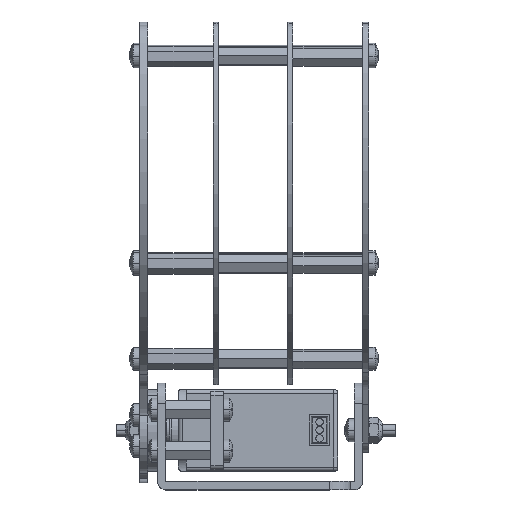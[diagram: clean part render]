
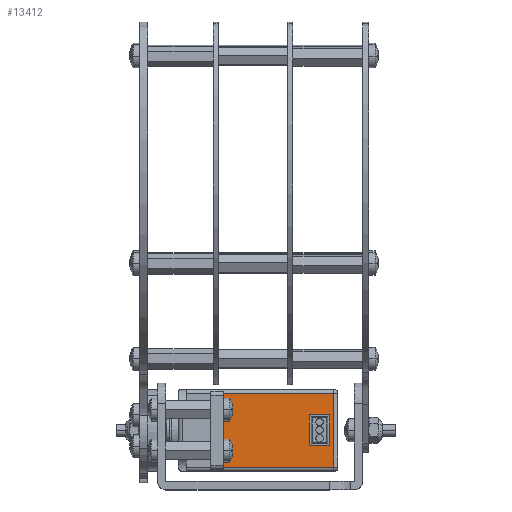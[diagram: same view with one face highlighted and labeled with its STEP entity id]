
A CAD part, top view. The second image highlights one B-rep face of the part: STEP entity #13412.
In plain terms, the highlighted face is planar.
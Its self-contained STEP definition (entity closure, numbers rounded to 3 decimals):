
#5 = ORIENTED_EDGE ( 'NONE', *, *, #1218, .F. ) ;
#62 = VERTEX_POINT ( 'NONE', #13321 ) ;
#230 = CARTESIAN_POINT ( 'NONE',  ( 0., -32., -3.75 ) ) ;
#477 = VECTOR ( 'NONE', #18660, 1000. ) ;
#733 = AXIS2_PLACEMENT_3D ( 'NONE', #8600, #5534, #12265 ) ;
#1034 = VERTEX_POINT ( 'NONE', #230 ) ;
#1218 = EDGE_CURVE ( 'NONE', #12544, #10215, #8474, .T. ) ;
#1536 = CARTESIAN_POINT ( 'NONE',  ( 0., 0., -9. ) ) ;
#2043 = PLANE ( 'NONE',  #733 ) ;
#2257 = CARTESIAN_POINT ( 'NONE',  ( 0., -37., -3.75 ) ) ;
#2305 = VERTEX_POINT ( 'NONE', #7569 ) ;
#3051 = LINE ( 'NONE', #19847, #4863 ) ;
#3248 = DIRECTION ( 'NONE',  ( 0., 1., 0. ) ) ;
#3369 = DIRECTION ( 'NONE',  ( 0., -1., 0. ) ) ;
#3466 = VECTOR ( 'NONE', #19640, 1000. ) ;
#3479 = CARTESIAN_POINT ( 'NONE',  ( 0., -37., 3.75 ) ) ;
#3706 = VECTOR ( 'NONE', #3248, 1000. ) ;
#4052 = VECTOR ( 'NONE', #5388, 1000. ) ;
#4249 = LINE ( 'NONE', #9664, #3466 ) ;
#4671 = DIRECTION ( 'NONE',  ( 0., 0., -1. ) ) ;
#4863 = VECTOR ( 'NONE', #21437, 1000. ) ;
#5062 = EDGE_LOOP ( 'NONE', ( #16399, #5, #11026, #8664 ) ) ;
#5300 = LINE ( 'NONE', #9429, #13923 ) ;
#5388 = DIRECTION ( 'NONE',  ( 0., 0., 1. ) ) ;
#5534 = DIRECTION ( 'NONE',  ( 1., 0., 0. ) ) ;
#5688 = VERTEX_POINT ( 'NONE', #20950 ) ;
#6385 = EDGE_CURVE ( 'NONE', #2305, #8033, #16803, .T. ) ;
#7067 = VERTEX_POINT ( 'NONE', #10619 ) ;
#7244 = EDGE_CURVE ( 'NONE', #7067, #2305, #5300, .T. ) ;
#7569 = CARTESIAN_POINT ( 'NONE',  ( 0., -11., -9. ) ) ;
#8033 = VERTEX_POINT ( 'NONE', #18400 ) ;
#8045 = ORIENTED_EDGE ( 'NONE', *, *, #20644, .T. ) ;
#8474 = LINE ( 'NONE', #2257, #4052 ) ;
#8600 = CARTESIAN_POINT ( 'NONE',  ( 0., 0., 10. ) ) ;
#8664 = ORIENTED_EDGE ( 'NONE', *, *, #15943, .F. ) ;
#9180 = DIRECTION ( 'NONE',  ( 0., 0., 1. ) ) ;
#9429 = CARTESIAN_POINT ( 'NONE',  ( 0., -11., 9.5 ) ) ;
#9515 = VECTOR ( 'NONE', #3369, 1000. ) ;
#9664 = CARTESIAN_POINT ( 'NONE',  ( 0., -32., 3.75 ) ) ;
#10215 = VERTEX_POINT ( 'NONE', #3479 ) ;
#10476 = FACE_OUTER_BOUND ( 'NONE', #20932, .T. ) ;
#10619 = CARTESIAN_POINT ( 'NONE',  ( 0., -11., 9. ) ) ;
#11026 = ORIENTED_EDGE ( 'NONE', *, *, #20934, .F. ) ;
#11674 = ORIENTED_EDGE ( 'NONE', *, *, #7244, .T. ) ;
#11696 = CARTESIAN_POINT ( 'NONE',  ( 0., -32., -3.75 ) ) ;
#12265 = DIRECTION ( 'NONE',  ( 0., 1., 0. ) ) ;
#12383 = CARTESIAN_POINT ( 'NONE',  ( 0., -37., -3.75 ) ) ;
#12472 = LINE ( 'NONE', #13993, #16621 ) ;
#12544 = VERTEX_POINT ( 'NONE', #12383 ) ;
#12628 = EDGE_CURVE ( 'NONE', #10215, #5688, #4249, .T. ) ;
#13321 = CARTESIAN_POINT ( 'NONE',  ( 0., -38., 9. ) ) ;
#13412 = ADVANCED_FACE ( 'NONE', ( #10476, #18799 ), #2043, .F. ) ;
#13525 = LINE ( 'NONE', #11696, #477 ) ;
#13923 = VECTOR ( 'NONE', #4671, 1000. ) ;
#13993 = CARTESIAN_POINT ( 'NONE',  ( 0., -38., 10. ) ) ;
#15943 = EDGE_CURVE ( 'NONE', #5688, #1034, #13525, .T. ) ;
#16170 = ORIENTED_EDGE ( 'NONE', *, *, #17909, .T. ) ;
#16399 = ORIENTED_EDGE ( 'NONE', *, *, #12628, .F. ) ;
#16621 = VECTOR ( 'NONE', #9180, 1000. ) ;
#16803 = LINE ( 'NONE', #1536, #9515 ) ;
#17909 = EDGE_CURVE ( 'NONE', #62, #7067, #20919, .T. ) ;
#18172 = ORIENTED_EDGE ( 'NONE', *, *, #6385, .T. ) ;
#18400 = CARTESIAN_POINT ( 'NONE',  ( 0., -38., -9. ) ) ;
#18660 = DIRECTION ( 'NONE',  ( 0., 0., -1. ) ) ;
#18749 = CARTESIAN_POINT ( 'NONE',  ( 0., 0., 9. ) ) ;
#18799 = FACE_BOUND ( 'NONE', #5062, .T. ) ;
#19640 = DIRECTION ( 'NONE',  ( 0., 1., 0. ) ) ;
#19847 = CARTESIAN_POINT ( 'NONE',  ( 0., -32., -3.75 ) ) ;
#20644 = EDGE_CURVE ( 'NONE', #8033, #62, #12472, .T. ) ;
#20919 = LINE ( 'NONE', #18749, #3706 ) ;
#20932 = EDGE_LOOP ( 'NONE', ( #11674, #18172, #8045, #16170 ) ) ;
#20934 = EDGE_CURVE ( 'NONE', #1034, #12544, #3051, .T. ) ;
#20950 = CARTESIAN_POINT ( 'NONE',  ( 0., -32., 3.75 ) ) ;
#21437 = DIRECTION ( 'NONE',  ( 0., -1., 0. ) ) ;
